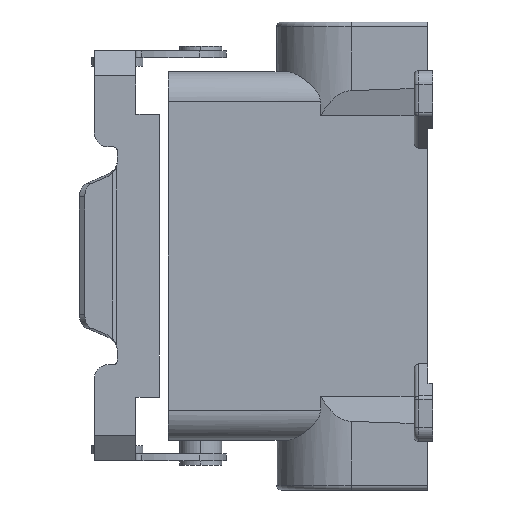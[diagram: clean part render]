
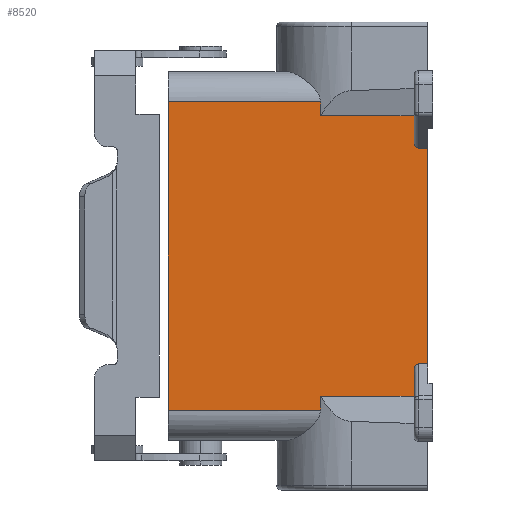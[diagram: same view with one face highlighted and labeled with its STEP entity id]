
A CAD part, front view. The second image highlights one B-rep face of the part: STEP entity #8520.
In plain terms, the highlighted face is planar.
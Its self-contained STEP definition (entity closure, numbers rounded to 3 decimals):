
#2920=CARTESIAN_POINT('',(-16.455,-23.458,2.));
#2930=VERTEX_POINT('',#2920);
#2960=CARTESIAN_POINT('',(-16.455,-24.679,2.));
#2970=DIRECTION('',(-1.,0.,0.));
#2980=DIRECTION('',(0.,-1.,0.));
#2990=AXIS2_PLACEMENT_3D('',#2960,#2970,#2980);
#3000=ELLIPSE('',#2990,1.221,1.);
#3010=CARTESIAN_POINT('',(-16.455,-24.679,3.));
#3020=VERTEX_POINT('',#3010);
#3030=EDGE_CURVE('',#3020,#2930,#3000,.T.);
#4770=CARTESIAN_POINT('',(-16.455,-30.459,23.188));
#4780=VERTEX_POINT('',#4770);
#4930=CARTESIAN_POINT('',(-16.455,-30.459,3.));
#4940=VERTEX_POINT('',#4930);
#4970=CARTESIAN_POINT('',(-16.455,-30.459,0.));
#4980=DIRECTION('',(0.,0.,1.));
#4990=VECTOR('',#4980,1.);
#5000=LINE('',#4970,#4990);
#5010=EDGE_CURVE('',#4940,#4780,#5000,.T.);
#7540=CARTESIAN_POINT('',(-16.455,33.08,56.));
#7550=DIRECTION('',(-1.,0.,0.));
#7560=DIRECTION('',(0.,-1.,0.));
#7570=AXIS2_PLACEMENT_3D('',#7540,#7550,#7560);
#7580=PLANE('',#7570);
#7590=CARTESIAN_POINT('',(-16.455,-50.67,23.188));
#7600=DIRECTION('',(0.,1.,0.));
#7610=VECTOR('',#7600,1.);
#7620=LINE('',#7590,#7610);
#7630=CARTESIAN_POINT('',(-16.455,30.119,23.188));
#7640=VERTEX_POINT('',#7630);
#7650=CARTESIAN_POINT('',(-16.455,33.08,23.188));
#7660=VERTEX_POINT('',#7650);
#7670=EDGE_CURVE('',#7640,#7660,#7620,.T.);
#7680=ORIENTED_EDGE('',*,*,#7670,.F.);
#7690=CARTESIAN_POINT('',(-16.455,33.08,56.));
#7700=DIRECTION('',(0.,0.,-1.));
#7710=VECTOR('',#7700,1.);
#7720=LINE('',#7690,#7710);
#7730=CARTESIAN_POINT('',(-16.455,33.08,56.));
#7740=VERTEX_POINT('',#7730);
#7750=EDGE_CURVE('',#7740,#7660,#7720,.T.);
#7760=ORIENTED_EDGE('',*,*,#7750,.T.);
#7770=CARTESIAN_POINT('',(-16.455,-39.92,56.));
#7780=DIRECTION('',(0.,1.,0.));
#7790=VECTOR('',#7780,1.);
#7800=LINE('',#7770,#7790);
#7810=CARTESIAN_POINT('',(-16.455,-33.42,56.));
#7820=VERTEX_POINT('',#7810);
#7830=EDGE_CURVE('',#7820,#7740,#7800,.T.);
#7840=ORIENTED_EDGE('',*,*,#7830,.T.);
#7850=CARTESIAN_POINT('',(-16.455,-33.42,56.));
#7860=DIRECTION('',(0.,0.,-1.));
#7870=VECTOR('',#7860,1.);
#7880=LINE('',#7850,#7870);
#7890=CARTESIAN_POINT('',(-16.455,-33.42,23.188));
#7900=VERTEX_POINT('',#7890);
#7910=EDGE_CURVE('',#7820,#7900,#7880,.T.);
#7920=ORIENTED_EDGE('',*,*,#7910,.F.);
#7930=EDGE_CURVE('',#7900,#4780,#7620,.T.);
#7940=ORIENTED_EDGE('',*,*,#7930,.F.);
#7950=ORIENTED_EDGE('',*,*,#5010,.T.);
#7960=CARTESIAN_POINT('',(-16.455,0.,3.));
#7970=DIRECTION('',(0.,-1.,0.));
#7980=VECTOR('',#7970,1.);
#7990=LINE('',#7960,#7980);
#8000=EDGE_CURVE('',#3020,#4940,#7990,.T.);
#8010=ORIENTED_EDGE('',*,*,#8000,.T.);
#8020=ORIENTED_EDGE('',*,*,#3030,.F.);
#8030=CARTESIAN_POINT('',(-16.455,-23.458,0.));
#8040=DIRECTION('',(0.,0.,1.));
#8050=VECTOR('',#8040,1.);
#8060=LINE('',#8030,#8050);
#8070=CARTESIAN_POINT('',(-16.455,-23.458,0.));
#8080=VERTEX_POINT('',#8070);
#8090=EDGE_CURVE('',#8080,#2930,#8060,.T.);
#8100=ORIENTED_EDGE('',*,*,#8090,.T.);
#8110=CARTESIAN_POINT('',(-16.455,0.,0.));
#8120=DIRECTION('',(0.,-1.,0.));
#8130=VECTOR('',#8120,1.);
#8140=LINE('',#8110,#8130);
#8150=CARTESIAN_POINT('',(-16.455,23.118,0.));
#8160=VERTEX_POINT('',#8150);
#8170=EDGE_CURVE('',#8160,#8080,#8140,.T.);
#8180=ORIENTED_EDGE('',*,*,#8170,.T.);
#8190=CARTESIAN_POINT('',(-16.455,23.118,0.));
#8200=DIRECTION('',(0.,0.,1.));
#8210=VECTOR('',#8200,1.);
#8220=LINE('',#8190,#8210);
#8230=CARTESIAN_POINT('',(-16.455,23.118,2.));
#8240=VERTEX_POINT('',#8230);
#8250=EDGE_CURVE('',#8160,#8240,#8220,.T.);
#8260=ORIENTED_EDGE('',*,*,#8250,.F.);
#8270=CARTESIAN_POINT('',(-16.455,24.339,2.));
#8280=DIRECTION('',(-1.,0.,0.));
#8290=DIRECTION('',(0.,-1.,0.));
#8300=AXIS2_PLACEMENT_3D('',#8270,#8280,#8290);
#8310=ELLIPSE('',#8300,1.221,1.);
#8320=CARTESIAN_POINT('',(-16.455,24.339,3.));
#8330=VERTEX_POINT('',#8320);
#8340=EDGE_CURVE('',#8240,#8330,#8310,.T.);
#8350=ORIENTED_EDGE('',*,*,#8340,.F.);
#8360=CARTESIAN_POINT('',(-16.455,0.,3.));
#8370=DIRECTION('',(0.,1.,0.));
#8380=VECTOR('',#8370,1.);
#8390=LINE('',#8360,#8380);
#8400=CARTESIAN_POINT('',(-16.455,30.119,3.));
#8410=VERTEX_POINT('',#8400);
#8420=EDGE_CURVE('',#8330,#8410,#8390,.T.);
#8430=ORIENTED_EDGE('',*,*,#8420,.F.);
#8440=CARTESIAN_POINT('',(-16.455,30.119,0.));
#8450=DIRECTION('',(0.,0.,1.));
#8460=VECTOR('',#8450,1.);
#8470=LINE('',#8440,#8460);
#8480=EDGE_CURVE('',#8410,#7640,#8470,.T.);
#8490=ORIENTED_EDGE('',*,*,#8480,.F.);
#8500=EDGE_LOOP('',(#8490,#8430,#8350,#8260,#8180,#8100,#8020,#8010,
#7950,#7940,#7920,#7840,#7760,#7680));
#8510=FACE_OUTER_BOUND('',#8500,.T.);
#8520=ADVANCED_FACE('',(#8510),#7580,.T.);
